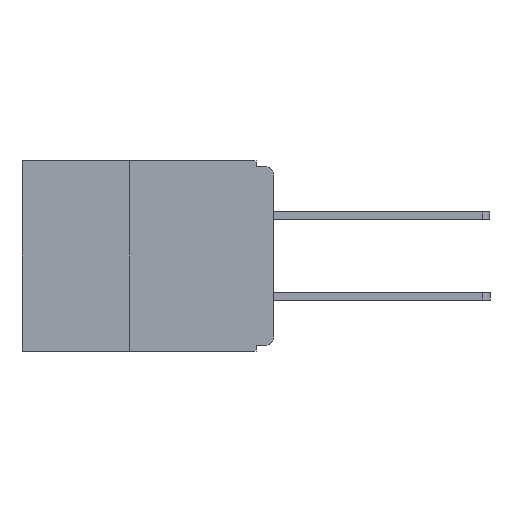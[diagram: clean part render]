
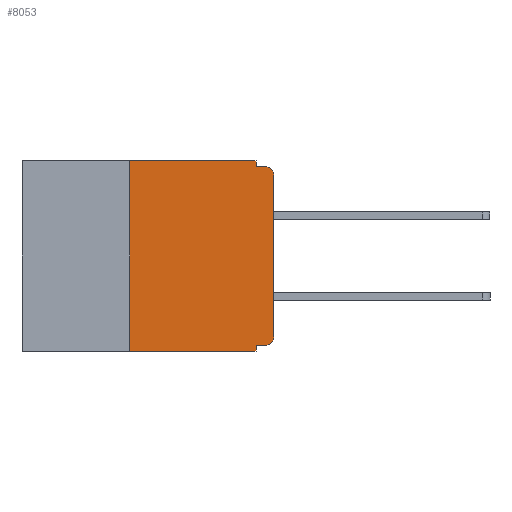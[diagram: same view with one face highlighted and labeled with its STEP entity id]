
A CAD part, left-side view. The second image highlights one B-rep face of the part: STEP entity #8053.
In plain terms, the highlighted planar face has unit normal (-1, 0, 0).
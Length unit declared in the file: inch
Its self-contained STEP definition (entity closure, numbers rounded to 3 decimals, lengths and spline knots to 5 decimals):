
#90 = VERTEX_POINT ( 'NONE', #10067 ) ;
#477 = LINE ( 'NONE', #5931, #2420 ) ;
#503 = VERTEX_POINT ( 'NONE', #8100 ) ;
#577 = ORIENTED_EDGE ( 'NONE', *, *, #4894, .T. ) ;
#705 = VECTOR ( 'NONE', #10663, 39.37008 ) ;
#766 = AXIS2_PLACEMENT_3D ( 'NONE', #10342, #10350, #10364 ) ;
#801 = ORIENTED_EDGE ( 'NONE', *, *, #2845, .T. ) ;
#813 = ORIENTED_EDGE ( 'NONE', *, *, #4826, .F. ) ;
#1023 = LINE ( 'NONE', #3834, #705 ) ;
#1255 = LINE ( 'NONE', #5315, #3418 ) ;
#1321 = CIRCLE ( 'NONE', #11133, 0.015 ) ;
#1338 = ORIENTED_EDGE ( 'NONE', *, *, #4862, .F. ) ;
#1421 = CARTESIAN_POINT ( 'NONE',  ( 0., 0., -0.305 ) ) ;
#1482 = VECTOR ( 'NONE', #4129, 39.37008 ) ;
#1844 = VECTOR ( 'NONE', #5566, 39.37008 ) ;
#1970 = CARTESIAN_POINT ( 'NONE',  ( 0., 0.031, -0.33 ) ) ;
#2224 = ORIENTED_EDGE ( 'NONE', *, *, #2973, .F. ) ;
#2294 = ORIENTED_EDGE ( 'NONE', *, *, #3265, .T. ) ;
#2420 = VECTOR ( 'NONE', #5841, 39.37008 ) ;
#2845 = EDGE_CURVE ( 'NONE', #3676, #9040, #9998, .T. ) ;
#2973 = EDGE_CURVE ( 'NONE', #3939, #10867, #1023, .T. ) ;
#3107 = EDGE_CURVE ( 'NONE', #11189, #90, #3338, .T. ) ;
#3114 = CARTESIAN_POINT ( 'NONE',  ( 0., 0., 0. ) ) ;
#3192 = EDGE_CURVE ( 'NONE', #9040, #10867, #6807, .T. ) ;
#3232 = CARTESIAN_POINT ( 'NONE',  ( 0., 0., -0.32 ) ) ;
#3265 = EDGE_CURVE ( 'NONE', #11189, #3676, #1321, .T. ) ;
#3338 = LINE ( 'NONE', #3232, #1482 ) ;
#3352 = VECTOR ( 'NONE', #9620, 39.37008 ) ;
#3418 = VECTOR ( 'NONE', #5180, 39.37008 ) ;
#3676 = VERTEX_POINT ( 'NONE', #1421 ) ;
#3681 = CARTESIAN_POINT ( 'NONE',  ( 0., 0.25, 0. ) ) ;
#3834 = CARTESIAN_POINT ( 'NONE',  ( 0., 0., -0.01 ) ) ;
#3939 = VERTEX_POINT ( 'NONE', #7131 ) ;
#4129 = DIRECTION ( 'NONE',  ( 0., 1., 0. ) ) ;
#4297 = PLANE ( 'NONE',  #11107 ) ;
#4587 = DIRECTION ( 'NONE',  ( 0., 0., -1. ) ) ;
#4650 = CARTESIAN_POINT ( 'NONE',  ( 0., 0.031, -0.33 ) ) ;
#4662 = ORIENTED_EDGE ( 'NONE', *, *, #4961, .F. ) ;
#4826 = EDGE_CURVE ( 'NONE', #503, #3939, #477, .T. ) ;
#4852 = EDGE_CURVE ( 'NONE', #11223, #503, #6752, .T. ) ;
#4862 = EDGE_CURVE ( 'NONE', #8182, #11223, #8666, .T. ) ;
#4894 = EDGE_CURVE ( 'NONE', #8182, #7418, #1255, .T. ) ;
#4961 = EDGE_CURVE ( 'NONE', #90, #7418, #9289, .T. ) ;
#5180 = DIRECTION ( 'NONE',  ( 0., -1., 0. ) ) ;
#5239 = DIRECTION ( 'NONE',  ( 1., 0., 0. ) ) ;
#5315 = CARTESIAN_POINT ( 'NONE',  ( 0., 0.437, -0.33 ) ) ;
#5538 = CARTESIAN_POINT ( 'NONE',  ( 0., 0.25, -0.33 ) ) ;
#5566 = DIRECTION ( 'NONE',  ( 0., -1., 0. ) ) ;
#5580 = DIRECTION ( 'NONE',  ( 0., 0., 1. ) ) ;
#5715 = CARTESIAN_POINT ( 'NONE',  ( 0., 0.437, 0. ) ) ;
#5841 = DIRECTION ( 'NONE',  ( 0., 0., -1. ) ) ;
#5931 = CARTESIAN_POINT ( 'NONE',  ( 0., 0.031, 0. ) ) ;
#6168 = CARTESIAN_POINT ( 'NONE',  ( 0., 0.015, -0.01 ) ) ;
#6255 = ORIENTED_EDGE ( 'NONE', *, *, #3192, .T. ) ;
#6752 = LINE ( 'NONE', #5715, #1844 ) ;
#6807 = CIRCLE ( 'NONE', #766, 0.015 ) ;
#7131 = CARTESIAN_POINT ( 'NONE',  ( 0., 0.031, -0.01 ) ) ;
#7140 = EDGE_LOOP ( 'NONE', ( #801, #6255, #2224, #813, #9871, #1338, #577, #4662, #11108, #2294 ) ) ;
#7144 = VECTOR ( 'NONE', #4587, 39.37008 ) ;
#7418 = VERTEX_POINT ( 'NONE', #1970 ) ;
#7623 = FACE_OUTER_BOUND ( 'NONE', #7140, .T. ) ;
#7857 = CARTESIAN_POINT ( 'NONE',  ( 0., 0.437, 0. ) ) ;
#7969 = CARTESIAN_POINT ( 'NONE',  ( 0., 0.25, -0.33 ) ) ;
#8053 = ADVANCED_FACE ( 'NONE', ( #7623 ), #4297, .F. ) ;
#8100 = CARTESIAN_POINT ( 'NONE',  ( 0., 0.031, 0. ) ) ;
#8182 = VERTEX_POINT ( 'NONE', #7969 ) ;
#8666 = LINE ( 'NONE', #5538, #10816 ) ;
#8869 = DIRECTION ( 'NONE',  ( 0., 0., -1. ) ) ;
#9040 = VERTEX_POINT ( 'NONE', #11031 ) ;
#9289 = LINE ( 'NONE', #4650, #7144 ) ;
#9433 = CARTESIAN_POINT ( 'NONE',  ( 0., 0.015, -0.305 ) ) ;
#9620 = DIRECTION ( 'NONE',  ( 0., 0., 1. ) ) ;
#9871 = ORIENTED_EDGE ( 'NONE', *, *, #4852, .F. ) ;
#9998 = LINE ( 'NONE', #3114, #3352 ) ;
#10060 = DIRECTION ( 'NONE',  ( -1., 0., 0. ) ) ;
#10067 = CARTESIAN_POINT ( 'NONE',  ( 0., 0.031, -0.32 ) ) ;
#10342 = CARTESIAN_POINT ( 'NONE',  ( 0., 0.015, -0.025 ) ) ;
#10350 = DIRECTION ( 'NONE',  ( -1., 0., 0. ) ) ;
#10364 = DIRECTION ( 'NONE',  ( 0., 0., -1. ) ) ;
#10526 = CARTESIAN_POINT ( 'NONE',  ( 0., 0.015, -0.32 ) ) ;
#10663 = DIRECTION ( 'NONE',  ( 0., -1., 0. ) ) ;
#10816 = VECTOR ( 'NONE', #5580, 39.37008 ) ;
#10867 = VERTEX_POINT ( 'NONE', #6168 ) ;
#11031 = CARTESIAN_POINT ( 'NONE',  ( 0., 0., -0.025 ) ) ;
#11072 = DIRECTION ( 'NONE',  ( 0., 0., -1. ) ) ;
#11107 = AXIS2_PLACEMENT_3D ( 'NONE', #7857, #5239, #11072 ) ;
#11108 = ORIENTED_EDGE ( 'NONE', *, *, #3107, .F. ) ;
#11133 = AXIS2_PLACEMENT_3D ( 'NONE', #9433, #10060, #8869 ) ;
#11189 = VERTEX_POINT ( 'NONE', #10526 ) ;
#11223 = VERTEX_POINT ( 'NONE', #3681 ) ;
